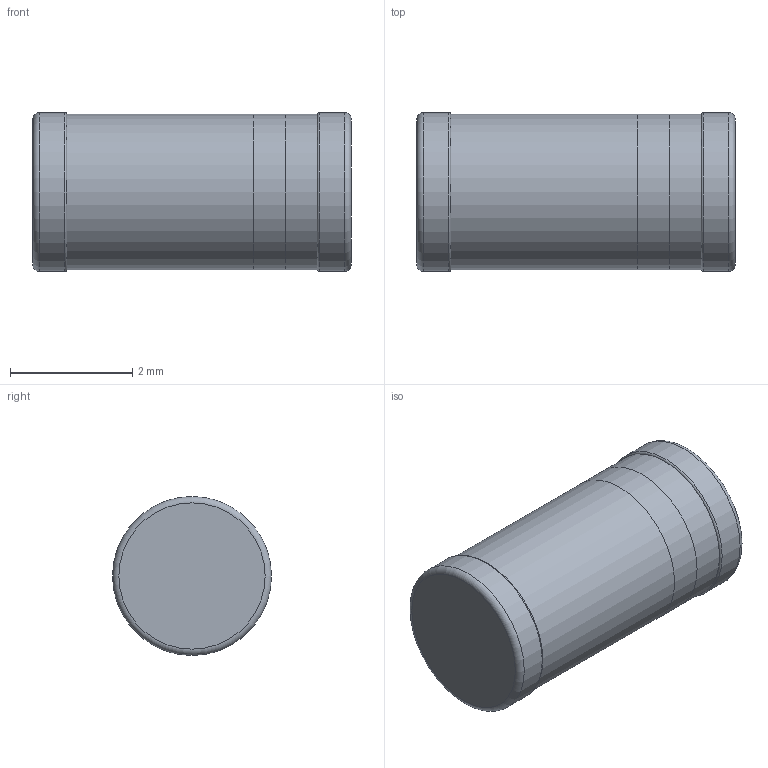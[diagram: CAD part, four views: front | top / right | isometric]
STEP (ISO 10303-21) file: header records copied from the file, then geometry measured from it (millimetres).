
FILE_DESCRIPTION(('STEP AP214'), '1');
FILE_NAME('DO-213AB', '', ('UNSPECIFIED'), ('UNSPECIFIED'), 'ASCON STEP Converter 1.3', 'ASCON Math Kernel', '');
FILE_SCHEMA(('AUTOMOTIVE_DESIGN { 1 0 10303 214 3 1 1}'));
Length unit declared in the file: millimetre
Bounding box: 5.2 x 2.6 x 2.6 mm (x, y, z)
Volume: 26.6 mm3; surface area: 72.1 mm2
Topology: 3 solids, 3 shells, 15 faces, 29 edges, 22 vertices
Faces by surface type: plane 6, cylinder 5, torus 4
Full cylindrical faces by diameter (mm): 2.54 x3, 2.6 x2
Entity records: 513 total; most frequent: DIRECTION 64, CARTESIAN_POINT 48, AXIS2_PLACEMENT_3D 28, EDGE_LOOP 24, ORIENTED_EDGE 24, COLOUR_RGB 20, PRESENTATION_STYLE_ASSIGNMENT 20, STYLED_ITEM 20
